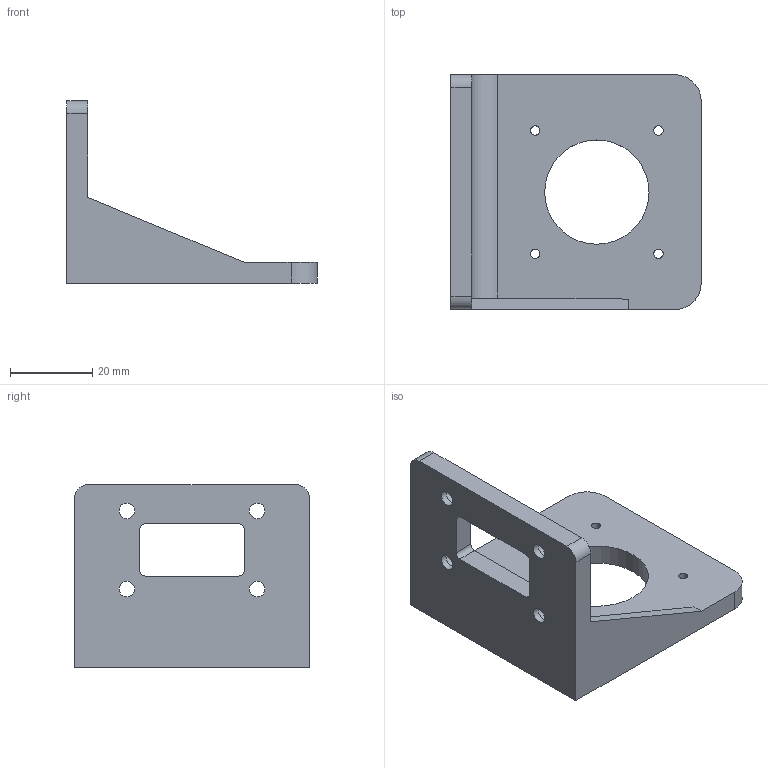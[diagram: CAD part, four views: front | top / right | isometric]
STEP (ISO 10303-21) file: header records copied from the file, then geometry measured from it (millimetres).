
FILE_DESCRIPTION(/* description */ ('STEP AP242','CAx-IF Rec.Pracs.---Representation and Presentation of Product Manufacturing Information (PMI)---4.0---2014-10-13','CAx-IF Rec.Pracs.---3D Tessellated Geometry---0.4---2014-09-14','2;1'),/* implementation_level */ '2;1');
FILE_NAME(/* name */ '68375843fe438d6b327d716f',/* time_stamp */ '2025-05-28T18:38:59Z',/* author */ (''),/* organization */ (''),/* preprocessor_version */ 'ST-DEVELOPER v20',/* originating_system */ 'ONSHAPE BY PTC INC, 1.198',/* authorisation */ ' ');
FILE_SCHEMA (('AP242_MANAGED_MODEL_BASED_3D_ENGINEERING_MIM_LF { 1 0 10303 442 1 1 4 }'));
Length unit declared in the file: metre
Products named in the file (1): 300-000053 SCP Pipettor L-bracket
Bounding box: 60.96 x 57.15 x 44.45 mm (x, y, z)
Volume: 25318.8 mm3; surface area: 12912.4 mm2
Topology: 1 solids, 1 shells, 44 faces, 110 edges, 72 vertices
Faces by surface type: cylinder 22, plane 18, cone 4
Full cylindrical faces by diameter (mm): 2.261 x4, 3.797 x4, 7.145 x4, 25.4 x1
Entity records: 1307 total; most frequent: DIRECTION 231, CARTESIAN_POINT 210, ORIENTED_EDGE 186, EDGE_CURVE 93, AXIS2_PLACEMENT_3D 93, EDGE_LOOP 85, FACE_BOUND 85, VERTEX_POINT 72
